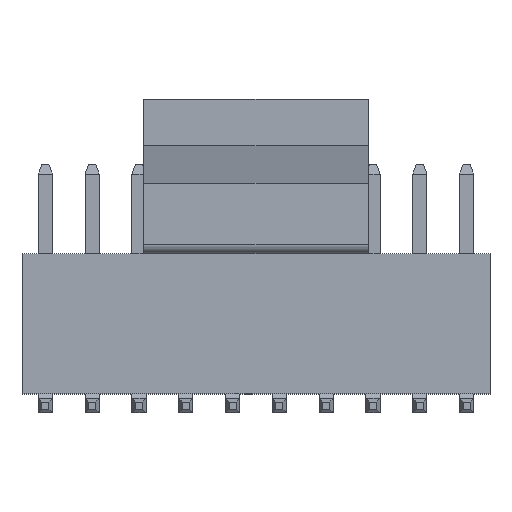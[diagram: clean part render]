
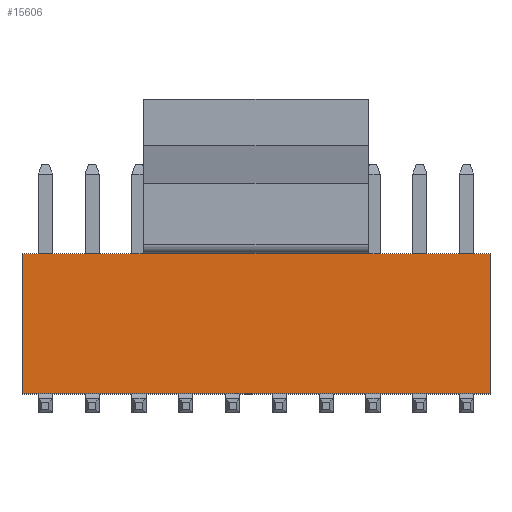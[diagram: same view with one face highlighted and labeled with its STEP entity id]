
A CAD part, top view. The second image highlights one B-rep face of the part: STEP entity #15606.
In plain terms, the highlighted planar face has unit normal (0, 0, 1).
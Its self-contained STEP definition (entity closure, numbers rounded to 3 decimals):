
#11143=CARTESIAN_POINT('',(-0.5,0.,1.6));
#11144=VERTEX_POINT('',#11143);
#11151=CARTESIAN_POINT('',(-0.5,3.,1.6));
#11152=VERTEX_POINT('',#11151);
#11153=CARTESIAN_POINT('',(-0.5,0.,1.6));
#11154=DIRECTION('',(0.,1.,0.));
#11155=VECTOR('',#11154,3.);
#11156=LINE('',#11153,#11155);
#11157=EDGE_CURVE('',#11144,#11152,#11156,.T.);
#11174=CARTESIAN_POINT('',(9.5,3.,1.6));
#11175=VERTEX_POINT('',#11174);
#11176=CARTESIAN_POINT('',(-0.5,3.,1.6));
#11177=DIRECTION('',(1.,0.,0.));
#11178=VECTOR('',#11177,10.);
#11179=LINE('',#11176,#11178);
#11180=EDGE_CURVE('',#11152,#11175,#11179,.T.);
#15573=CARTESIAN_POINT('',(9.5,0.,1.6));
#15574=VERTEX_POINT('',#15573);
#15581=CARTESIAN_POINT('',(9.5,0.,1.6));
#15582=DIRECTION('',(-1.,0.,0.));
#15583=VECTOR('',#15582,10.);
#15584=LINE('',#15581,#15583);
#15585=EDGE_CURVE('',#15574,#11144,#15584,.T.);
#15590=CARTESIAN_POINT('',(-0.5,3.,1.6));
#15591=DIRECTION('',(0.,-1.,0.));
#15592=DIRECTION('',(-0.,0.,1.));
#15593=AXIS2_PLACEMENT_3D('',#15590,#15592,#15591);
#15594=PLANE('',#15593);
#15595=ORIENTED_EDGE('',*,*,#11157,.F.);
#15596=ORIENTED_EDGE('',*,*,#15585,.F.);
#15597=CARTESIAN_POINT('',(9.5,0.,1.6));
#15598=DIRECTION('',(0.,1.,0.));
#15599=VECTOR('',#15598,3.);
#15600=LINE('',#15597,#15599);
#15601=EDGE_CURVE('',#15574,#11175,#15600,.T.);
#15602=ORIENTED_EDGE('',*,*,#15601,.T.);
#15603=ORIENTED_EDGE('',*,*,#11180,.F.);
#15604=EDGE_LOOP('',(#15595,#15596,#15602,#15603));
#15605=FACE_OUTER_BOUND('',#15604,.T.);
#15606=ADVANCED_FACE('',(#15605),#15594,.T.);
